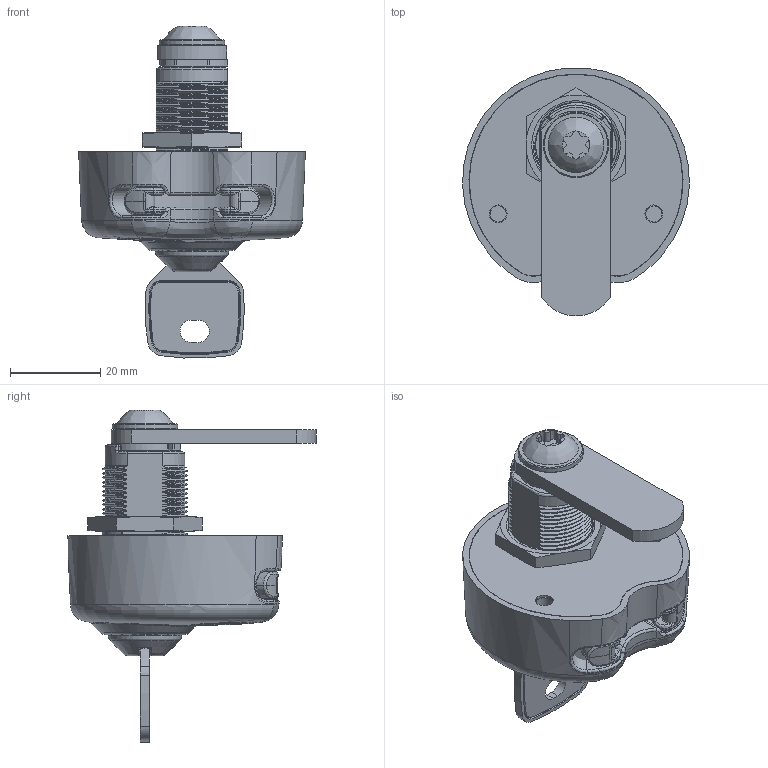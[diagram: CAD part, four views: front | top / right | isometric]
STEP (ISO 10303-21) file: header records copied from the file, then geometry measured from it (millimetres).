
FILE_DESCRIPTION(/* description */ (''),/* implementation_level */ '2;1');
FILE_NAME(/* name */ 'A1606-3D-Kunden.stp',/* time_stamp */ '2019-01-21T10:42:29+01:00',/* author */ (''),/* organization */ (''),/* preprocessor_version */ 'ST-DEVELOPER v16.7',/* originating_system */ 'SIEMENS PLM Software NX 12.0',/* authorisation */ '');
FILE_SCHEMA (('AUTOMOTIVE_DESIGN { 1 0 10303 214 3 1 1 1 }'));
Products named in the file (1): K.-H0E282BF6oaj6
Bounding box: 50.35 x 55.11 x 73.74 mm (x, y, z)
Volume: 48249 mm3; surface area: 18779.4 mm2
Topology: 9 solids, 9 shells, 894 faces, 2288 edges, 1384 vertices
Faces by surface type: bspline 246, cylinder 241, plane 168, torus 99, cone 82, sphere 37, revolution 12, extrusion 9
Full cylindrical faces by diameter (mm): 3.6 x2, 4 x2, 5 x1, 5.6 x1, 14.5 x1, 16.3 x1
Entity records: 44154 total; most frequent: CARTESIAN_POINT 23341, ORIENTED_EDGE 4360, DIRECTION 3514, EDGE_CURVE 2180, AXIS2_PLACEMENT_3D 1434, VERTEX_POINT 1363, EDGE_LOOP 961, ADVANCED_FACE 894
